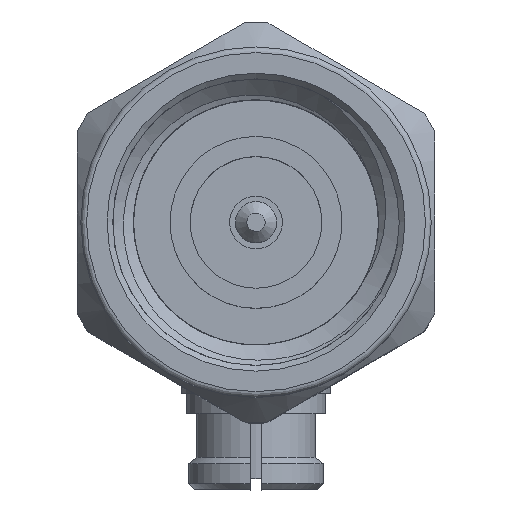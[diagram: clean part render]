
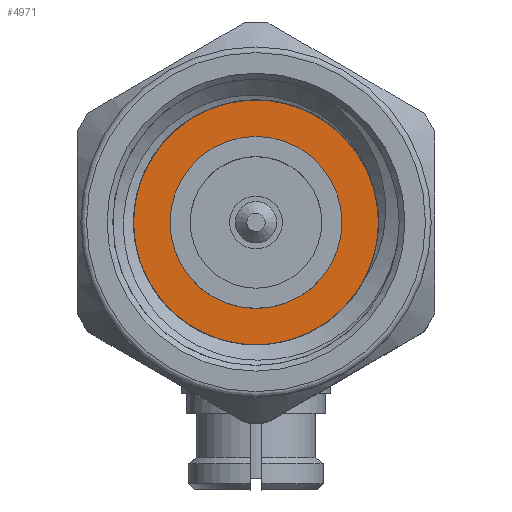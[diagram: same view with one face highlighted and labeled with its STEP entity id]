
A CAD part, top view. The second image highlights one B-rep face of the part: STEP entity #4971.
In plain terms, the highlighted face is planar.
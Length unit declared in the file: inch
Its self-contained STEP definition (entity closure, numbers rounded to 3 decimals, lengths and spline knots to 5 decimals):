
#84 = CARTESIAN_POINT ( 'NONE',  ( 0.2, -0.04377, -0.09759 ) ) ;
#122 = CARTESIAN_POINT ( 'NONE',  ( 0.2, -0.08822, -0.06809 ) ) ;
#152 = CARTESIAN_POINT ( 'NONE',  ( 0.2, 0.11074, -0.03241 ) ) ;
#209 = CARTESIAN_POINT ( 'NONE',  ( 0.2, 0.02087, -0.10574 ) ) ;
#272 = CARTESIAN_POINT ( 'NONE',  ( 0.2, 0.00758, -0.1075 ) ) ;
#321 = DIRECTION ( 'NONE',  ( 0., 0., 1. ) ) ;
#405 = VERTEX_POINT ( 'NONE', #1805 ) ;
#435 = DIRECTION ( 'NONE',  ( -1., 0., 0. ) ) ;
#440 = ORIENTED_EDGE ( 'NONE', *, *, #4850, .T. ) ;
#459 = CARTESIAN_POINT ( 'NONE',  ( 0.2, 0.09166, -0.0648 ) ) ;
#593 = CARTESIAN_POINT ( 'NONE',  ( 0.2, -0.11289, 0.03775 ) ) ;
#609 = CARTESIAN_POINT ( 'NONE',  ( 0.2, 0., 0. ) ) ;
#687 = CARTESIAN_POINT ( 'NONE',  ( 0.2, 0.09668, 0.07558 ) ) ;
#775 = VERTEX_POINT ( 'NONE', #3837 ) ;
#896 = ORIENTED_EDGE ( 'NONE', *, *, #4170, .T. ) ;
#940 = PLANE ( 'NONE',  #4181 ) ;
#1003 = CARTESIAN_POINT ( 'NONE',  ( 0.2, 0.08054, -0.07654 ) ) ;
#1064 = CARTESIAN_POINT ( 'NONE',  ( 0.2, -0.10794, -0.03611 ) ) ;
#1162 = CARTESIAN_POINT ( 'NONE',  ( 0.2, 0.07106, 0.10284 ) ) ;
#1317 = CARTESIAN_POINT ( 'NONE',  ( 0.2, -0.01218, -0.10647 ) ) ;
#1461 = CARTESIAN_POINT ( 'NONE',  ( 0.2, 0.07956, 0.09611 ) ) ;
#1493 = CARTESIAN_POINT ( 'NONE',  ( 0.2, 0.10368, -0.04697 ) ) ;
#1563 = CARTESIAN_POINT ( 'NONE',  ( 0.2, 0.10096, -0.05169 ) ) ;
#1590 = CARTESIAN_POINT ( 'NONE',  ( 0.2, -0.09823, 0.07234 ) ) ;
#1626 = CARTESIAN_POINT ( 'NONE',  ( 0.2, -0.117, 0.0111 ) ) ;
#1658 = DIRECTION ( 'NONE',  ( 0., 0., 1. ) ) ;
#1680 = CARTESIAN_POINT ( 'NONE',  ( 0.2, 0.11789, 0.00988 ) ) ;
#1805 = CARTESIAN_POINT ( 'NONE',  ( 0.2, -0.05993, 0.10969 ) ) ;
#1884 = CARTESIAN_POINT ( 'NONE',  ( 0.2, 0., 0. ) ) ;
#1987 = CARTESIAN_POINT ( 'NONE',  ( 0.2, 0.114, -0.02223 ) ) ;
#2056 = CARTESIAN_POINT ( 'NONE',  ( 0.2, 0.10489, 0.0616 ) ) ;
#2088 = CARTESIAN_POINT ( 'NONE',  ( 0.2, -0.10783, 0.05301 ) ) ;
#2119 = CARTESIAN_POINT ( 'NONE',  ( 0.2, -0.05399, -0.09393 ) ) ;
#2244 = CARTESIAN_POINT ( 'NONE',  ( 0.2, -0.04377, -0.09759 ) ) ;
#2528 = CARTESIAN_POINT ( 'NONE',  ( 0.2, 0.10945, 0.05192 ) ) ;
#2594 = CARTESIAN_POINT ( 'NONE',  ( 0.2, -0.09779, -0.05509 ) ) ;
#2818 = VERTEX_POINT ( 'NONE', #1162 ) ;
#2839 = VERTEX_POINT ( 'NONE', #3189 ) ;
#2909 = FACE_BOUND ( 'NONE', #3788, .T. ) ;
#3035 = CIRCLE ( 'NONE', #6433, 0.125 ) ;
#3090 = CARTESIAN_POINT ( 'NONE',  ( 0.2, -0.10566, 0.05801 ) ) ;
#3180 = CARTESIAN_POINT ( 'NONE',  ( 0.2, 0.08704, 0.08846 ) ) ;
#3186 = DIRECTION ( 'NONE',  ( -1., 0., 0. ) ) ;
#3189 = CARTESIAN_POINT ( 'NONE',  ( 0.2, -0.04377, -0.09759 ) ) ;
#3212 = CARTESIAN_POINT ( 'NONE',  ( 0.2, -0.03771, -0.10031 ) ) ;
#3213 = CARTESIAN_POINT ( 'NONE',  ( 0.2, 0.11269, 0.04172 ) ) ;
#3401 = CARTESIAN_POINT ( 'NONE',  ( 0.2, 0.03348, -0.10158 ) ) ;
#3474 = EDGE_CURVE ( 'NONE', #775, #775, #5452, .T. ) ;
#3490 = CARTESIAN_POINT ( 'NONE',  ( 0.2, 0.07224, -0.08342 ) ) ;
#3522 = CARTESIAN_POINT ( 'NONE',  ( 0.2, 0.06787, -0.08651 ) ) ;
#3589 = CARTESIAN_POINT ( 'NONE',  ( 0.2, -0.11343, -0.021 ) ) ;
#3696 = CARTESIAN_POINT ( 'NONE',  ( 0.2, -0.11566, -0.01026 ) ) ;
#3788 = EDGE_LOOP ( 'NONE', ( #5382 ) ) ;
#3837 = CARTESIAN_POINT ( 'NONE',  ( 0.2, 0., 0.075 ) ) ;
#3959 = ORIENTED_EDGE ( 'NONE', *, *, #6146, .T. ) ;
#4022 = CARTESIAN_POINT ( 'NONE',  ( 0.2, 0.05414, -0.09479 ) ) ;
#4153 = CARTESIAN_POINT ( 'NONE',  ( 0.2, -0.08064, -0.07583 ) ) ;
#4160 = EDGE_CURVE ( 'NONE', #405, #2818, #3035, .T. ) ;
#4170 = EDGE_CURVE ( 'NONE', #2839, #405, #4558, .T. ) ;
#4181 = AXIS2_PLACEMENT_3D ( 'NONE', #4935, #435, #4995 ) ;
#4214 = CARTESIAN_POINT ( 'NONE',  ( 0.2, 0.11619, 0.02588 ) ) ;
#4220 = CARTESIAN_POINT ( 'NONE',  ( 0.2, -0.11621, 0.02203 ) ) ;
#4490 = CARTESIAN_POINT ( 'NONE',  ( 0.2, 0.09965, 0.07101 ) ) ;
#4524 = CARTESIAN_POINT ( 'NONE',  ( 0.2, 0.08447, -0.07276 ) ) ;
#4555 = CARTESIAN_POINT ( 'NONE',  ( 0.2, 0.03348, -0.10158 ) ) ;
#4558 = B_SPLINE_CURVE_WITH_KNOTS ( 'NONE', 3,
 ( #84, #2119, #5157, #4153, #122, #2594, #6191, #4587, #1064, #3589, #3696, #1626, #4220, #593, #5617, #2088, #3090, #1590, #5685, #4623, #4687, #5651 ),
 .UNSPECIFIED., .F., .F.,
 ( 4, 2, 2, 2, 2, 2, 2, 2, 2, 2, 4 ),
 ( 0., 0.00082, 0.00163, 0.00204, 0.00245, 0.00326, 0.00408, 0.00449, 0.00489, 0.00571, 0.00652 ),
 .UNSPECIFIED. ) ;
#4587 = CARTESIAN_POINT ( 'NONE',  ( 0.2, -0.10576, -0.041 ) ) ;
#4590 = CARTESIAN_POINT ( 'NONE',  ( 0.2, 0.11762, -0.00091 ) ) ;
#4623 = CARTESIAN_POINT ( 'NONE',  ( 0.2, -0.07736, 0.09697 ) ) ;
#4687 = CARTESIAN_POINT ( 'NONE',  ( 0.2, -0.06908, 0.10388 ) ) ;
#4715 = CARTESIAN_POINT ( 'NONE',  ( 0.2, 0.04403, -0.09899 ) ) ;
#4749 = CARTESIAN_POINT ( 'NONE',  ( 0.2, -0.03141, -0.10245 ) ) ;
#4840 = CARTESIAN_POINT ( 'NONE',  ( 0.2, 0.03348, -0.10158 ) ) ;
#4850 = EDGE_CURVE ( 'NONE', #4969, #2839, #5746, .T. ) ;
#4861 = DIRECTION ( 'NONE',  ( -1., 0., 0. ) ) ;
#4935 = CARTESIAN_POINT ( 'NONE',  ( 0.2, 0., 0. ) ) ;
#4969 = VERTEX_POINT ( 'NONE', #3401 ) ;
#4971 = ADVANCED_FACE ( 'NONE', ( #5502, #2909 ), #940, .T. ) ;
#4995 = DIRECTION ( 'NONE',  ( 0., 0., 1. ) ) ;
#5028 = B_SPLINE_CURVE_WITH_KNOTS ( 'NONE', 3,
 ( #6058, #1461, #3180, #687, #4490, #2056, #2528, #3213, #5252, #4214, #1680, #4590, #1987, #152, #1493, #1563, #5210, #459, #4524, #1003, #3490, #3522, #4022, #4715, #4555 ),
 .UNSPECIFIED., .F., .F.,
 ( 4, 2, 2, 1, 2, 2, 2, 2, 2, 2, 2, 2, 4 ),
 ( 0., 0.00081, 0.00122, 0.00163, 0.00204, 0.00244, 0.00326, 0.00407, 0.00448, 0.00489, 0.00529, 0.0057, 0.00651 ),
 .UNSPECIFIED. ) ;
#5157 = CARTESIAN_POINT ( 'NONE',  ( 0.2, -0.06341, -0.08884 ) ) ;
#5210 = CARTESIAN_POINT ( 'NONE',  ( 0.2, 0.09496, -0.06059 ) ) ;
#5252 = CARTESIAN_POINT ( 'NONE',  ( 0.2, 0.11526, 0.03125 ) ) ;
#5378 = CARTESIAN_POINT ( 'NONE',  ( 0.2, -0.01866, -0.10552 ) ) ;
#5382 = ORIENTED_EDGE ( 'NONE', *, *, #3474, .F. ) ;
#5452 = CIRCLE ( 'NONE', #6304, 0.075 ) ;
#5502 = FACE_OUTER_BOUND ( 'NONE', #5681, .T. ) ;
#5617 = CARTESIAN_POINT ( 'NONE',  ( 0.2, -0.11144, 0.0429 ) ) ;
#5651 = CARTESIAN_POINT ( 'NONE',  ( 0.2, -0.05993, 0.10969 ) ) ;
#5681 = EDGE_LOOP ( 'NONE', ( #6412, #3959, #440, #896 ) ) ;
#5685 = CARTESIAN_POINT ( 'NONE',  ( 0.2, -0.09207, 0.08108 ) ) ;
#5746 = B_SPLINE_CURVE_WITH_KNOTS ( 'NONE', 3,
 ( #4840, #209, #272, #1317, #5378, #4749, #3212, #2244 ),
 .UNSPECIFIED., .F., .F.,
 ( 4, 2, 2, 4 ),
 ( 0., 0.00101, 0.00152, 0.00202 ),
 .UNSPECIFIED. ) ;
#6058 = CARTESIAN_POINT ( 'NONE',  ( 0.2, 0.07106, 0.10284 ) ) ;
#6146 = EDGE_CURVE ( 'NONE', #2818, #4969, #5028, .T. ) ;
#6191 = CARTESIAN_POINT ( 'NONE',  ( 0.2, -0.1007, -0.05047 ) ) ;
#6304 = AXIS2_PLACEMENT_3D ( 'NONE', #609, #4861, #321 ) ;
#6412 = ORIENTED_EDGE ( 'NONE', *, *, #4160, .T. ) ;
#6433 = AXIS2_PLACEMENT_3D ( 'NONE', #1884, #3186, #1658 ) ;
